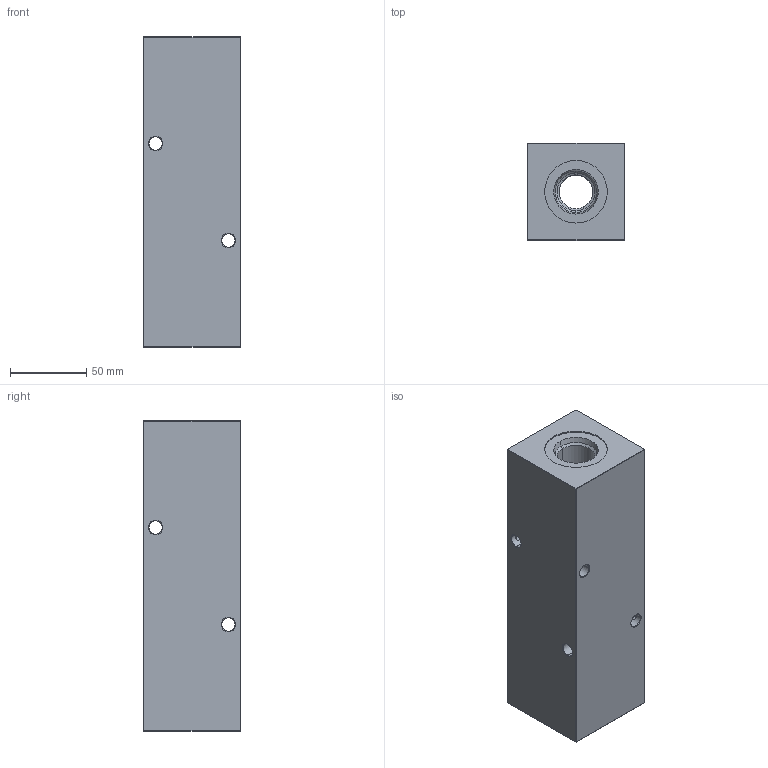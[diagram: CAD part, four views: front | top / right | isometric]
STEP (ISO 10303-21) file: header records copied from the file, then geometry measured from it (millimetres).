
FILE_DESCRIPTION (( 'STEP AP203' ), '1' );
FILE_NAME ('HM-3-90-S-12-12.STEP', '2020-11-09T23:09:00', ( '' ), ( '' ), 'SwSTEP 2.0', 'SolidWorks 2019', '' );
FILE_SCHEMA (( 'CONFIG_CONTROL_DESIGN' ));
Length unit declared in the file: inch
Products named in the file (1): HM-3-90-S-12-12
Bounding box: 63.5 x 63.5 x 203.2 mm (x, y, z)
Volume: 648293.6 mm3; surface area: 83804.6 mm2
Topology: 1 solids, 1 shells, 588 faces, 1532 edges, 989 vertices
Faces by surface type: plane 250, bspline 203, cone 73, cylinder 62
Entity records: 27951 total; most frequent: CARTESIAN_POINT 14883, ORIENTED_EDGE 3064, DIRECTION 1982, EDGE_CURVE 1532, VERTEX_POINT 989, LINE 878, VECTOR 878, EDGE_LOOP 657
